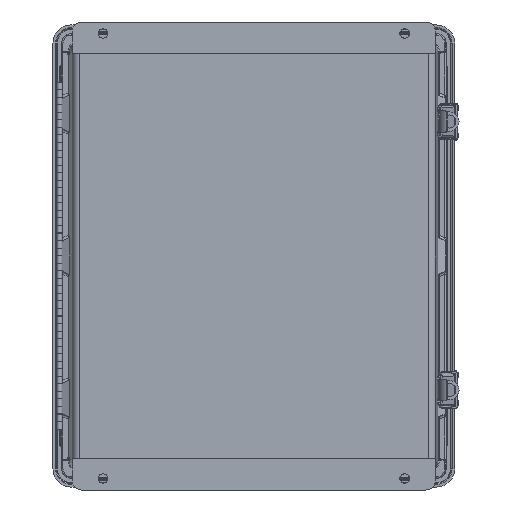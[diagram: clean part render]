
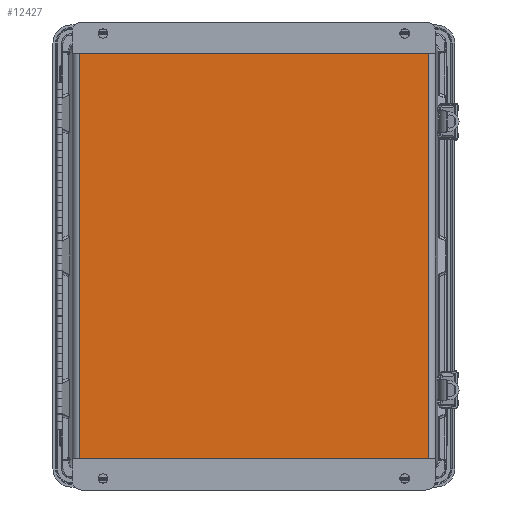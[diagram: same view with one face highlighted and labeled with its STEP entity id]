
A CAD part, front view. The second image highlights one B-rep face of the part: STEP entity #12427.
In plain terms, the highlighted planar face has unit normal (0, -1, 0).
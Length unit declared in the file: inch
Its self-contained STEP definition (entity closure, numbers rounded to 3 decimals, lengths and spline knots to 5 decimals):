
#902 = VERTEX_POINT ( 'NONE', #37644 ) ;
#4647 = LINE ( 'NONE', #4853, #28261 ) ;
#4853 = CARTESIAN_POINT ( 'NONE',  ( 6.11811, 0.05906, -14.4685 ) ) ;
#5547 = CARTESIAN_POINT ( 'NONE',  ( 6.11811, 0.05906, -1.04331 ) ) ;
#7919 = VECTOR ( 'NONE', #10825, 39.37008 ) ;
#8185 = VECTOR ( 'NONE', #27748, 39.37008 ) ;
#8646 = ORIENTED_EDGE ( 'NONE', *, *, #34422, .F. ) ;
#9445 = DIRECTION ( 'NONE',  ( 0., 1., 0. ) ) ;
#9804 = CARTESIAN_POINT ( 'NONE',  ( 5.78771, 0.05906, -1.04331 ) ) ;
#10825 = DIRECTION ( 'NONE',  ( 0., 0., 1. ) ) ;
#11009 = LINE ( 'NONE', #20076, #7919 ) ;
#12427 = ADVANCED_FACE ( 'NONE', ( #35877 ), #22634, .F. ) ;
#12454 = ORIENTED_EDGE ( 'NONE', *, *, #35133, .T. ) ;
#13086 = CARTESIAN_POINT ( 'NONE',  ( -5.78771, 0.05906, -1.04331 ) ) ;
#14541 = VERTEX_POINT ( 'NONE', #13086 ) ;
#14721 = CARTESIAN_POINT ( 'NONE',  ( -5.78771, 0.05906, -1.04331 ) ) ;
#16531 = ORIENTED_EDGE ( 'NONE', *, *, #35306, .F. ) ;
#17945 = ORIENTED_EDGE ( 'NONE', *, *, #21794, .T. ) ;
#20076 = CARTESIAN_POINT ( 'NONE',  ( 5.78771, 0.05906, -1.04331 ) ) ;
#20574 = DIRECTION ( 'NONE',  ( -1., 0., 0. ) ) ;
#20578 = VERTEX_POINT ( 'NONE', #9804 ) ;
#21794 = EDGE_CURVE ( 'NONE', #902, #20578, #11009, .T. ) ;
#21996 = EDGE_LOOP ( 'NONE', ( #16531, #8646, #17945, #12454 ) ) ;
#22434 = CARTESIAN_POINT ( 'NONE',  ( 6.11811, 0.05906, -1.04331 ) ) ;
#22634 = PLANE ( 'NONE',  #28882 ) ;
#22924 = VECTOR ( 'NONE', #27797, 39.37008 ) ;
#27377 = LINE ( 'NONE', #5547, #22924 ) ;
#27748 = DIRECTION ( 'NONE',  ( 0., 0., 1. ) ) ;
#27797 = DIRECTION ( 'NONE',  ( -1., 0., 0. ) ) ;
#28261 = VECTOR ( 'NONE', #20574, 39.37008 ) ;
#28882 = AXIS2_PLACEMENT_3D ( 'NONE', #22434, #9445, #35273 ) ;
#31161 = CARTESIAN_POINT ( 'NONE',  ( -5.78771, 0.05906, -14.4685 ) ) ;
#31185 = VERTEX_POINT ( 'NONE', #31161 ) ;
#33229 = LINE ( 'NONE', #14721, #8185 ) ;
#34422 = EDGE_CURVE ( 'NONE', #902, #31185, #4647, .T. ) ;
#35133 = EDGE_CURVE ( 'NONE', #20578, #14541, #27377, .T. ) ;
#35273 = DIRECTION ( 'NONE',  ( 0., 0., 1. ) ) ;
#35306 = EDGE_CURVE ( 'NONE', #31185, #14541, #33229, .T. ) ;
#35877 = FACE_OUTER_BOUND ( 'NONE', #21996, .T. ) ;
#37644 = CARTESIAN_POINT ( 'NONE',  ( 5.78771, 0.05906, -14.4685 ) ) ;
